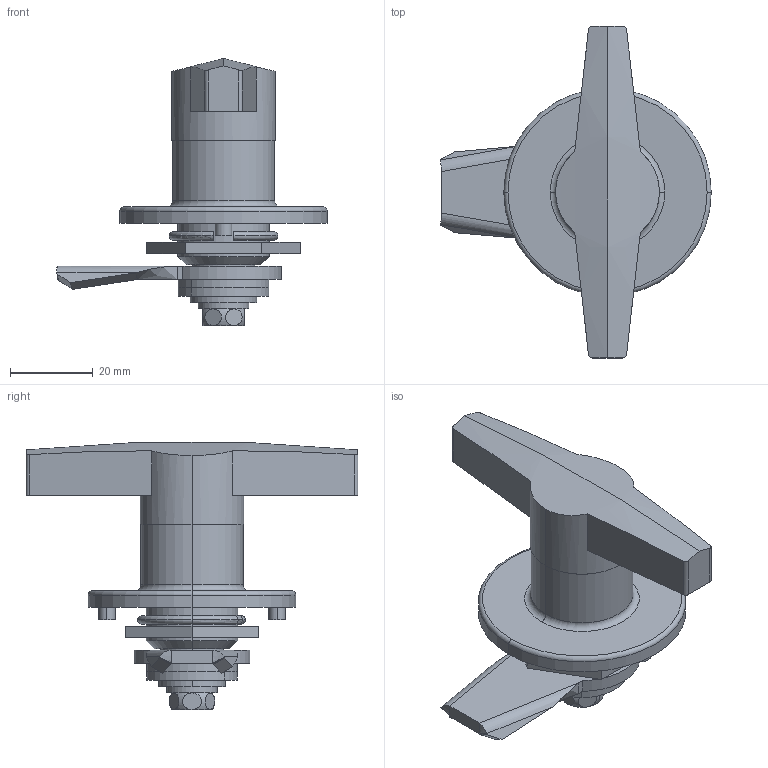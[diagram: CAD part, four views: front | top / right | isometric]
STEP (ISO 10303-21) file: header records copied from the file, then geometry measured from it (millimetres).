
FILE_DESCRIPTION (( 'STEP AP203' ), '1' );
FILE_NAME ('A-139-2_.STEP', '2007-06-15T06:34:55', ( ' ' ), ( ' ' ), 'SwSTEP 2.0', 'SolidWorks 2006104', '' );
FILE_SCHEMA (( 'CONFIG_CONTROL_DESIGN' ));
Length unit declared in the file: millimetre
Products named in the file (10): A-139巭傔嬥_岞_棉太倌; A-139 M22僫僢僩_岞_棉太倌; A-139-2_; A-139庴嵗_岞_棉太倌; A-139取手_公_A-139-2用; A-139儕儞僌儚僢僔儍乕_岞_棉太倌; 仩10僗儁乕僒乕_冇22亊仩10亊t2.0; 暯儚僢僔儍乕M6暲娵_M6-冇16亊冇6.2亊t1.6; 廫帤寠晅偒榋妏儃儖僩M6_M6亊14; スプリングワッシャーM6_JIS B 1251 No.2 6
Assembly tree (10 placements, depth 2):
  A-139-2_
    A-139取手_公_A-139-2用
    仩10僗儁乕僒乕_冇22亊仩10亊t2.0  x2
    A-139儕儞僌儚僢僔儍乕_岞_棉太倌
    暯儚僢僔儍乕M6暲娵_M6-冇16亊冇6.2亊t1.6
    廫帤寠晅偒榋妏儃儖僩M6_M6亊14
    A-139巭傔嬥_岞_棉太倌
    A-139 M22僫僢僩_岞_棉太倌
    スプリングワッシャーM6_JIS B 1251 No.2 6
    A-139庴嵗_岞_棉太倌
Bounding box: 65.19 x 80 x 64.38 mm (x, y, z)
Volume: 43502.9 mm3; surface area: 22229 mm2
Topology: 10 solids, 10 shells, 172 faces, 385 edges, 243 vertices
Faces by surface type: plane 93, cylinder 49, torus 16, cone 8, bspline 6
Entity records: 6210 total; most frequent: CARTESIAN_POINT 1458, DIRECTION 784, ORIENTED_EDGE 730, EDGE_CURVE 365, AXIS2_PLACEMENT_3D 295, VERTEX_POINT 231, VECTOR 194, LINE 194
